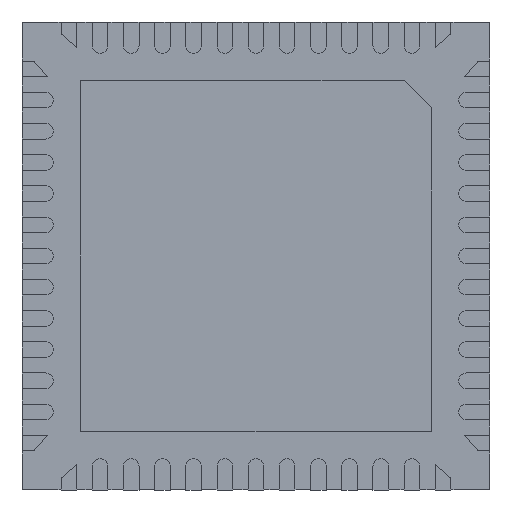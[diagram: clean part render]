
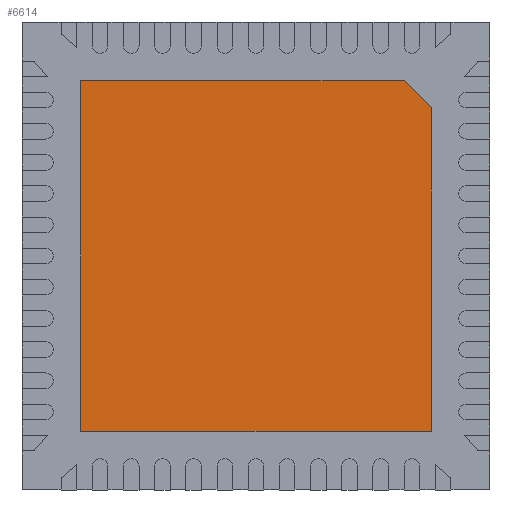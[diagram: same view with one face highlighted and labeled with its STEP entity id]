
A CAD part, front view. The second image highlights one B-rep face of the part: STEP entity #6614.
In plain terms, the highlighted planar face has unit normal (0, -1, 0).
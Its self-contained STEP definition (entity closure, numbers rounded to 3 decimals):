
#461 = EDGE_CURVE ( 'NONE', #8294, #10458, #11269, .T. ) ;
#513 = EDGE_CURVE ( 'NONE', #7274, #9938, #10684, .T. ) ;
#745 = EDGE_CURVE ( 'NONE', #9938, #8294, #1429, .T. ) ;
#1095 = CARTESIAN_POINT ( 'NONE',  ( -2.25, -0.02, -2.25 ) ) ;
#1247 = AXIS2_PLACEMENT_3D ( 'NONE', #6238, #9548, #8687 ) ;
#1429 = LINE ( 'NONE', #8411, #7474 ) ;
#1959 = LINE ( 'NONE', #1095, #2173 ) ;
#2173 = VECTOR ( 'NONE', #11186, 1000. ) ;
#2233 = CARTESIAN_POINT ( 'NONE',  ( 1.9, -0.02, 2.25 ) ) ;
#2470 = EDGE_CURVE ( 'NONE', #10458, #4671, #7522, .T. ) ;
#3009 = CARTESIAN_POINT ( 'NONE',  ( -2.25, -0.02, 2.25 ) ) ;
#3467 = DIRECTION ( 'NONE',  ( -0.707, 0., 0.707 ) ) ;
#3616 = PLANE ( 'NONE',  #1247 ) ;
#3993 = EDGE_CURVE ( 'NONE', #4671, #7274, #1959, .T. ) ;
#4671 = VERTEX_POINT ( 'NONE', #3009 ) ;
#5621 = ORIENTED_EDGE ( 'NONE', *, *, #3993, .T. ) ;
#5644 = CARTESIAN_POINT ( 'NONE',  ( 2.25, -0.02, 1.9 ) ) ;
#5688 = CARTESIAN_POINT ( 'NONE',  ( -2.25, -0.02, 2.25 ) ) ;
#6230 = ORIENTED_EDGE ( 'NONE', *, *, #745, .T. ) ;
#6238 = CARTESIAN_POINT ( 'NONE',  ( 0., -0.02, 0. ) ) ;
#6251 = CARTESIAN_POINT ( 'NONE',  ( 1.9, -0.02, 2.25 ) ) ;
#6585 = DIRECTION ( 'NONE',  ( 0., 0., 1. ) ) ;
#6614 = ADVANCED_FACE ( 'NONE', ( #7152 ), #3616, .F. ) ;
#6686 = VECTOR ( 'NONE', #8261, 1000. ) ;
#6696 = VECTOR ( 'NONE', #3467, 1000. ) ;
#7152 = FACE_OUTER_BOUND ( 'NONE', #8899, .T. ) ;
#7274 = VERTEX_POINT ( 'NONE', #9180 ) ;
#7474 = VECTOR ( 'NONE', #6585, 1000. ) ;
#7522 = LINE ( 'NONE', #5688, #6686 ) ;
#8121 = DIRECTION ( 'NONE',  ( 1., 0., 0. ) ) ;
#8261 = DIRECTION ( 'NONE',  ( -1., 0., 0. ) ) ;
#8294 = VERTEX_POINT ( 'NONE', #5644 ) ;
#8411 = CARTESIAN_POINT ( 'NONE',  ( 2.25, -0.02, -2.25 ) ) ;
#8416 = CARTESIAN_POINT ( 'NONE',  ( 2.25, -0.02, -2.25 ) ) ;
#8687 = DIRECTION ( 'NONE',  ( 0., 0., 1. ) ) ;
#8899 = EDGE_LOOP ( 'NONE', ( #5621, #10817, #6230, #10336, #10537 ) ) ;
#9180 = CARTESIAN_POINT ( 'NONE',  ( -2.25, -0.02, -2.25 ) ) ;
#9235 = VECTOR ( 'NONE', #8121, 1000. ) ;
#9548 = DIRECTION ( 'NONE',  ( 0., 1., 0. ) ) ;
#9771 = CARTESIAN_POINT ( 'NONE',  ( -2.25, -0.02, -2.25 ) ) ;
#9938 = VERTEX_POINT ( 'NONE', #8416 ) ;
#10336 = ORIENTED_EDGE ( 'NONE', *, *, #461, .T. ) ;
#10458 = VERTEX_POINT ( 'NONE', #2233 ) ;
#10537 = ORIENTED_EDGE ( 'NONE', *, *, #2470, .T. ) ;
#10684 = LINE ( 'NONE', #9771, #9235 ) ;
#10817 = ORIENTED_EDGE ( 'NONE', *, *, #513, .T. ) ;
#11186 = DIRECTION ( 'NONE',  ( 0., 0., -1. ) ) ;
#11269 = LINE ( 'NONE', #6251, #6696 ) ;
